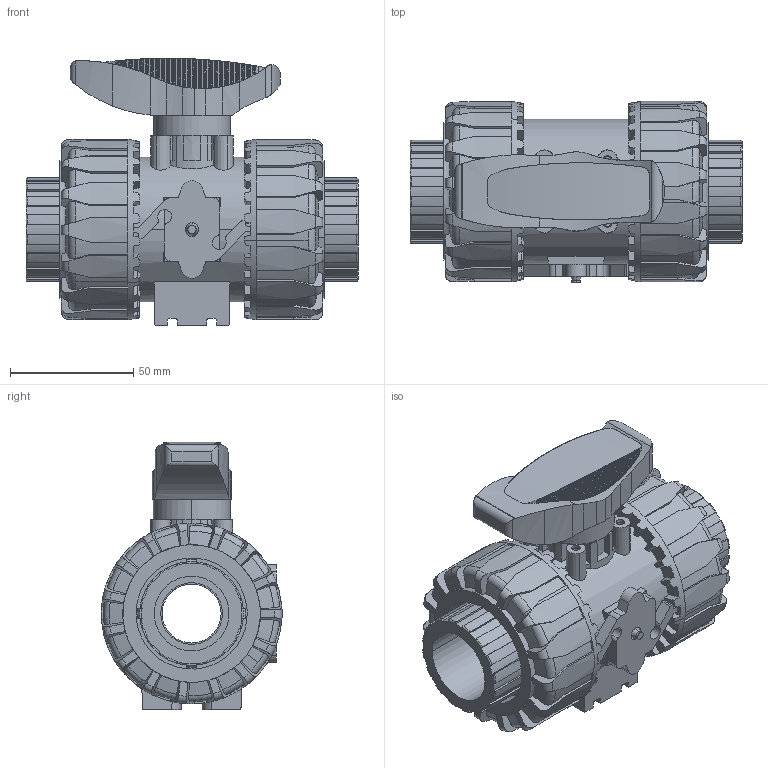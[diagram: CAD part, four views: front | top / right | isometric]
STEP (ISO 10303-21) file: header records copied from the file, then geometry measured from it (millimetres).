
FILE_DESCRIPTION(('STEP AP214'),'1');
FILE_NAME('vkdfm100e.stp','2018-02-26T07:43:24',('TraceParts'),('TraceParts S.A.'),'Spatial InterOp 3D',' ',' ');
FILE_SCHEMA(('automotive_design'));
Length unit declared in the file: millimetre
Products named in the file (7): vkdfm100e_1; vkdfm100e_2; vkdfm100e_3; vkdfm100e_4; vkdfm100e_5; vkdfm100e_6; vkdfm100e_7
Bounding box: 134.6 x 73.5 x 108.43 mm (x, y, z)
Volume: 409790.1 mm3; surface area: 100787.9 mm2
Topology: 7 solids, 7 shells, 1396 faces, 4001 edges, 2647 vertices
Faces by surface type: plane 917, cylinder 285, torus 96, cone 82, bspline 16
Entity records: 59835 total; most frequent: CARTESIAN_POINT 11013, DIRECTION 8290, ORIENTED_EDGE 8002, EDGE_CURVE 4001, AXIS2_PLACEMENT_3D 3315, VERTEX_POINT 2647, LINE 1660, VECTOR 1660
